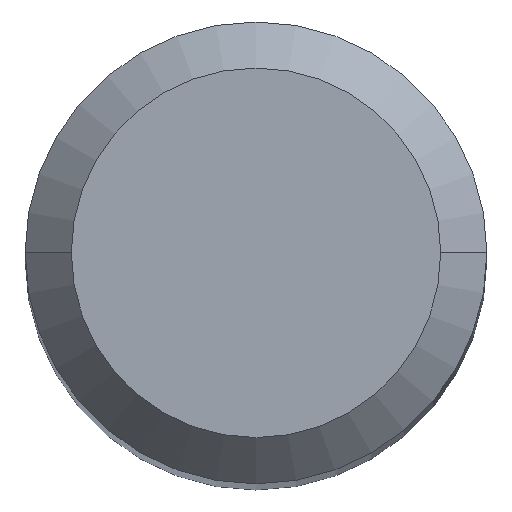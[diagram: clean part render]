
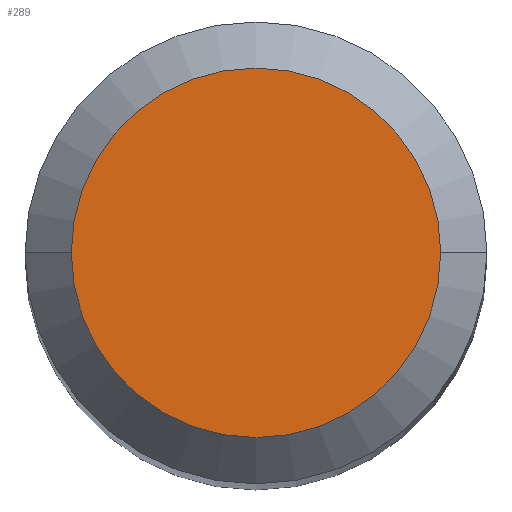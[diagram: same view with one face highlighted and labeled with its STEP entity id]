
A CAD part, top view. The second image highlights one B-rep face of the part: STEP entity #289.
In plain terms, the highlighted planar face has unit normal (0, 0, 1).
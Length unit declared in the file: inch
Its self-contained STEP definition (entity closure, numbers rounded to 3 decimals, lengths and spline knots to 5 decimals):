
#28 = EDGE_CURVE ( 'NONE', #363, #468, #147, .T. ) ;
#34 = AXIS2_PLACEMENT_3D ( 'NONE', #277, #386, #193 ) ;
#80 = ORIENTED_EDGE ( 'NONE', *, *, #28, .T. ) ;
#95 = CARTESIAN_POINT ( 'NONE',  ( 0., 0., 0. ) ) ;
#147 = CIRCLE ( 'NONE', #34, 0.05 ) ;
#166 = EDGE_LOOP ( 'NONE', ( #80, #330 ) ) ;
#171 = CIRCLE ( 'NONE', #445, 0.05 ) ;
#193 = DIRECTION ( 'NONE',  ( 1., 0., 0. ) ) ;
#211 = CARTESIAN_POINT ( 'NONE',  ( 0., 0., 0. ) ) ;
#234 = CARTESIAN_POINT ( 'NONE',  ( 0.05, 0., 0. ) ) ;
#244 = DIRECTION ( 'NONE',  ( 0., 0., -1. ) ) ;
#247 = EDGE_CURVE ( 'NONE', #468, #363, #171, .T. ) ;
#277 = CARTESIAN_POINT ( 'NONE',  ( 0., 0., 0. ) ) ;
#289 = ADVANCED_FACE ( 'NONE', ( #357 ), #434, .F. ) ;
#301 = CARTESIAN_POINT ( 'NONE',  ( -0.05, 0., 0. ) ) ;
#323 = DIRECTION ( 'NONE',  ( 1., 0., 0. ) ) ;
#330 = ORIENTED_EDGE ( 'NONE', *, *, #247, .T. ) ;
#357 = FACE_OUTER_BOUND ( 'NONE', #166, .T. ) ;
#363 = VERTEX_POINT ( 'NONE', #301 ) ;
#386 = DIRECTION ( 'NONE',  ( 0., 0., 1. ) ) ;
#396 = DIRECTION ( 'NONE',  ( -1., 0., 0. ) ) ;
#431 = DIRECTION ( 'NONE',  ( 0., 0., 1. ) ) ;
#434 = PLANE ( 'NONE',  #487 ) ;
#445 = AXIS2_PLACEMENT_3D ( 'NONE', #211, #431, #323 ) ;
#468 = VERTEX_POINT ( 'NONE', #234 ) ;
#487 = AXIS2_PLACEMENT_3D ( 'NONE', #95, #244, #396 ) ;
